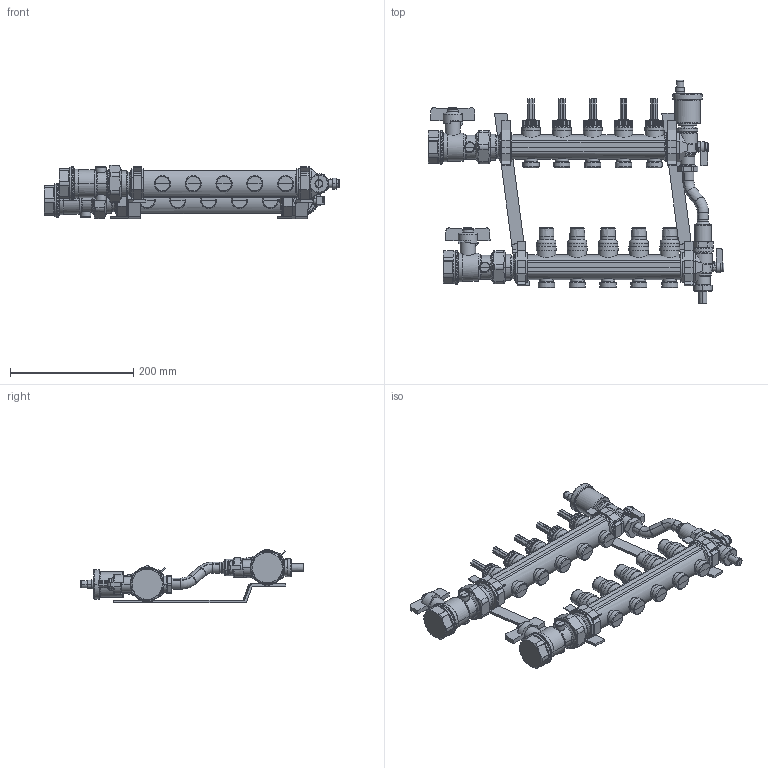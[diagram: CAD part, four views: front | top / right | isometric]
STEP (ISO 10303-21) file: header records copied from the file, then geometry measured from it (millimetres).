
FILE_DESCRIPTION(('CATIA V5 STEP Exchange'),'2;1');
FILE_NAME('STEP_6687E5S1_-_TST.stp','2019-09-17T07:34:06+00:00',('none'),('none'),'CATIA Version 5-6 Release 2016 SP4','CATIA V5 STEP AP203','none');
FILE_SCHEMA(('CONFIG_CONTROL_DESIGN'));
Products named in the file (1): 6687E5S1 - TST
Bounding box: 480.03 x 362.4 x 87.03 mm (x, y, z)
Volume: 1957072.3 mm3; surface area: 292665.2 mm2
Topology: 1 solids, 3 shells, 1496 faces, 4748 edges, 3291 vertices
Faces by surface type: cylinder 662, plane 517, cone 184, torus 123, bspline 10
Entity records: 59340 total; most frequent: CARTESIAN_POINT 20544, ORIENTED_EDGE 9496, DIRECTION 5982, EDGE_CURVE 4748, VERTEX_POINT 3291, AXIS2_PLACEMENT_3D 2671, VECTOR 1850, LINE 1850
